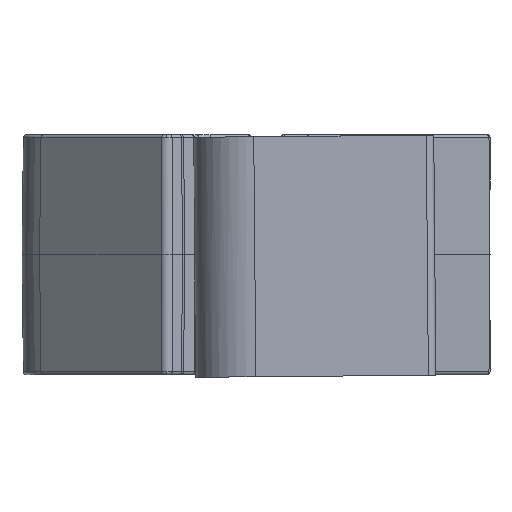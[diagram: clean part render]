
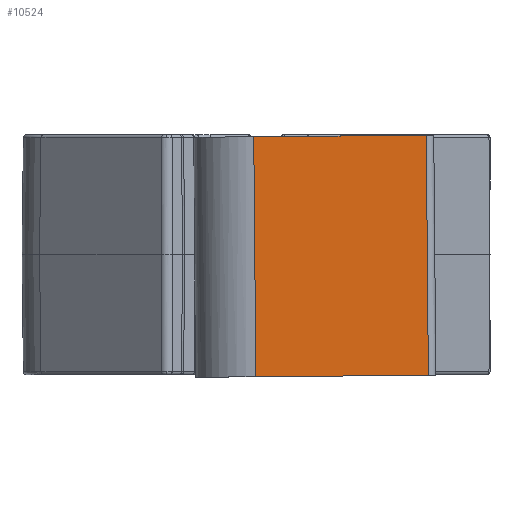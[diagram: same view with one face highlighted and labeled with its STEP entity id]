
A CAD part, left-side view. The second image highlights one B-rep face of the part: STEP entity #10524.
In plain terms, the highlighted face is planar.
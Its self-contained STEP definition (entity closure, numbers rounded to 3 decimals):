
#222=PLANE($,#11713);
#1300=LINE($,#19978,#2060);
#1316=LINE($,#20028,#2076);
#1317=LINE($,#20031,#2077);
#1318=LINE($,#20032,#2078);
#2060=VECTOR($,#14683,11.5);
#2076=VECTOR($,#14713,16.);
#2077=VECTOR($,#14716,11.5);
#2078=VECTOR($,#14717,16.);
#2875=FACE_OUTER_BOUND($,#3533,.T.);
#3533=EDGE_LOOP($,(#9003,#9004,#9005,#9006));
#4719=VERTEX_POINT($,#19975);
#4720=VERTEX_POINT($,#19977);
#4741=VERTEX_POINT($,#20026);
#4742=VERTEX_POINT($,#20030);
#6154=EDGE_CURVE($,#4719,#4720,#1300,.T.);
#6177=EDGE_CURVE($,#4719,#4741,#1316,.T.);
#6178=EDGE_CURVE($,#4742,#4741,#1317,.T.);
#6179=EDGE_CURVE($,#4720,#4742,#1318,.T.);
#9003=ORIENTED_EDGE($,*,*,#6177,.T.);
#9004=ORIENTED_EDGE($,*,*,#6178,.F.);
#9005=ORIENTED_EDGE($,*,*,#6179,.F.);
#9006=ORIENTED_EDGE($,*,*,#6154,.F.);
#10524=ADVANCED_FACE($,(#2875),#222,.T.);
#11713=AXIS2_PLACEMENT_3D($,#20029,#14714,#14715);
#14683=DIRECTION($,(0.,-1.,0.));
#14713=DIRECTION($,(0.,0.,1.));
#14714=DIRECTION('center_axis',(1.,0.,0.));
#14715=DIRECTION('ref_axis',(0.,1.,0.));
#14716=DIRECTION($,(0.,1.,0.));
#14717=DIRECTION($,(0.,0.,1.));
#19975=CARTESIAN_POINT('',(20.5,-4.32,-8.));
#19977=CARTESIAN_POINT('',(20.5,-15.82,-8.));
#19978=CARTESIAN_POINT($,(20.5,-15.82,-8.));
#20026=CARTESIAN_POINT('',(20.5,-4.32,8.));
#20028=CARTESIAN_POINT($,(20.5,-4.32,0.));
#20029=CARTESIAN_POINT('Origin',(20.5,-15.82,0.));
#20030=CARTESIAN_POINT('',(20.5,-15.82,8.));
#20031=CARTESIAN_POINT($,(20.5,-15.82,8.));
#20032=CARTESIAN_POINT($,(20.5,-15.82,0.));
